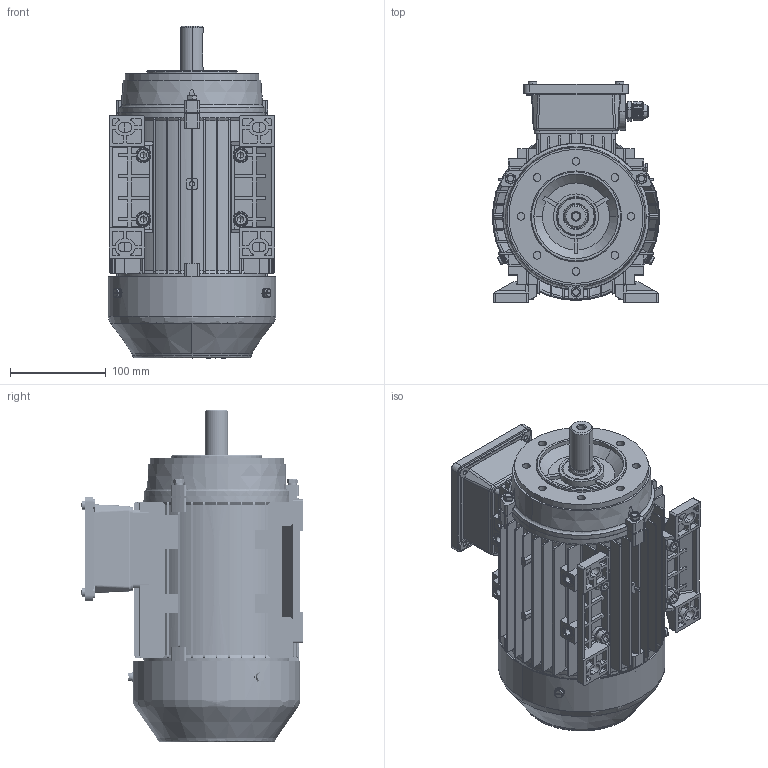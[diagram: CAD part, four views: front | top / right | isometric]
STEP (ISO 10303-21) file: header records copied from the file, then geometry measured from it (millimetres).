
FILE_DESCRIPTION (( 'STEP AP203' ), '1' );
FILE_NAME ('JL3-90L-B34A.step', '2018-12-14T09:02:07', ( '' ), ( '' ), 'SwSTEP 2.0', 'SolidWorks 2018', '' );
FILE_SCHEMA (( 'CONFIG_CONTROL_DESIGN' ));
Products named in the file (1): JL3-90L-B34A
Bounding box: 175 x 231.42 x 347 mm (x, y, z)
Volume: 1318172.1 mm3; surface area: 838656.1 mm2
Topology: 52 solids, 52 shells, 4004 faces, 10701 edges, 6858 vertices
Faces by surface type: plane 1626, cylinder 1510, bspline 605, cone 255, sphere 8
Entity records: 360962 total; most frequent: CARTESIAN_POINT 263852, ORIENTED_EDGE 21338, DIRECTION 19209, EDGE_CURVE 10669, AXIS2_PLACEMENT_3D 7052, VERTEX_POINT 6858, VECTOR 5105, LINE 5105
